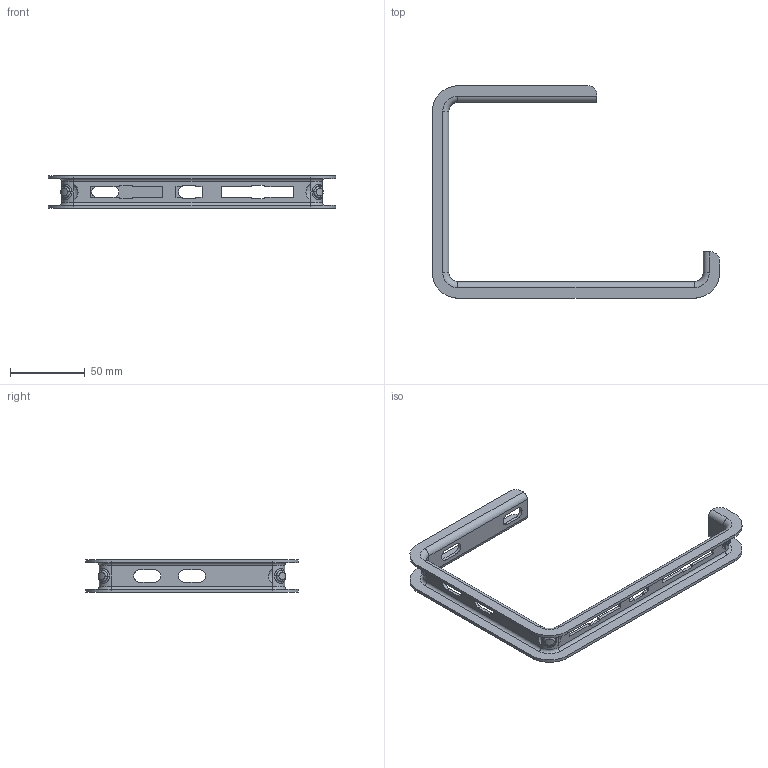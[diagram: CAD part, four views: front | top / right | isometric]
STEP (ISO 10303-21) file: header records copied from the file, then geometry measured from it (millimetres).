
FILE_DESCRIPTION((''),'2;1');
FILE_NAME('720215','2019-10-29T14:26:16',('tomasz.grudniewski'),(''),'CREO PARAMETRIC BY PTC INC, 2019080','CREO PARAMETRIC BY PTC INC, 2019080','');
FILE_SCHEMA(('CONFIG_CONTROL_DESIGN'));
Length unit declared in the file: millimetre
Products named in the file (1): 720215
Bounding box: 192 x 142 x 22 mm (x, y, z)
Volume: 28459.1 mm3; surface area: 31601.2 mm2
Topology: 1 solids, 1 shells, 398 faces, 1089 edges, 711 vertices
Faces by surface type: plane 163, extrusion 88, cylinder 83, bspline 40, torus 24
Entity records: 15011 total; most frequent: CARTESIAN_POINT 5324, ORIENTED_EDGE 2178, DIRECTION 1656, EDGE_CURVE 1089, VERTEX_POINT 711, VECTOR 692, LINE 604, AXIS2_PLACEMENT_3D 482
